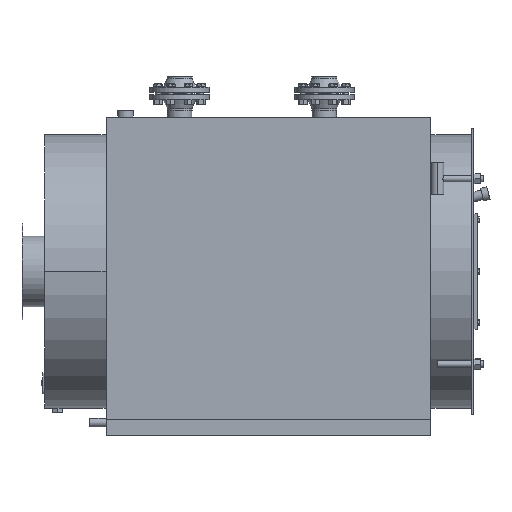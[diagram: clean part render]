
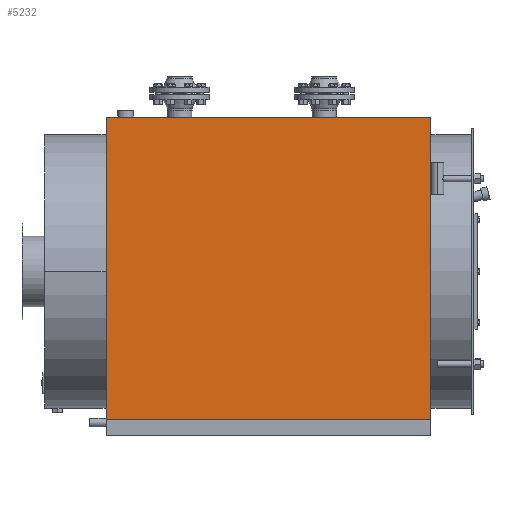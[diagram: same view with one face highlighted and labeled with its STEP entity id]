
A CAD part, left-side view. The second image highlights one B-rep face of the part: STEP entity #5232.
In plain terms, the highlighted planar face has unit normal (-1, 0, 0).
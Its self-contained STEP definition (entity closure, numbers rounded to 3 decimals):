
#404=PLANE('',#5770);
#662=FACE_OUTER_BOUND('',#1013,.T.);
#1013=EDGE_LOOP('',(#4457,#4458,#4459,#4460));
#1394=LINE('',#7699,#1874);
#1696=LINE('',#8587,#2176);
#1698=LINE('',#8592,#2178);
#1708=LINE('',#8610,#2188);
#1874=VECTOR('',#6134,10.);
#2176=VECTOR('',#6882,10.);
#2178=VECTOR('',#6888,10.);
#2188=VECTOR('',#6902,10.);
#2378=VERTEX_POINT('',#7696);
#2379=VERTEX_POINT('',#7698);
#2634=VERTEX_POINT('',#8586);
#2635=VERTEX_POINT('',#8591);
#2870=EDGE_CURVE('',#2378,#2379,#1394,.T.);
#3249=EDGE_CURVE('',#2379,#2634,#1696,.T.);
#3251=EDGE_CURVE('',#2635,#2634,#1698,.T.);
#3262=EDGE_CURVE('',#2378,#2635,#1708,.T.);
#4457=ORIENTED_EDGE('',*,*,#3262,.T.);
#4458=ORIENTED_EDGE('',*,*,#3251,.T.);
#4459=ORIENTED_EDGE('',*,*,#3249,.F.);
#4460=ORIENTED_EDGE('',*,*,#2870,.F.);
#5232=ADVANCED_FACE('',(#662),#404,.T.);
#5770=AXIS2_PLACEMENT_3D('',#8645,#6948,#6949);
#6134=DIRECTION('',(0.,1.,0.));
#6882=DIRECTION('',(0.,0.,1.));
#6888=DIRECTION('',(0.,1.,0.));
#6902=DIRECTION('',(0.,0.,1.));
#6948=DIRECTION('center_axis',(-1.,0.,0.));
#6949=DIRECTION('ref_axis',(0.,0.,1.));
#7696=CARTESIAN_POINT('',(-940.,50.,-1010.));
#7698=CARTESIAN_POINT('',(-940.,990.,-1010.));
#7699=CARTESIAN_POINT('',(-940.,0.,-1010.));
#8586=CARTESIAN_POINT('',(-940.,990.,0.));
#8587=CARTESIAN_POINT('',(-940.,990.,-1010.));
#8591=CARTESIAN_POINT('',(-940.,50.,0.));
#8592=CARTESIAN_POINT('',(-940.,0.,0.));
#8610=CARTESIAN_POINT('',(-940.,50.,-1010.));
#8645=CARTESIAN_POINT('Origin',(-940.,0.,-1010.));
